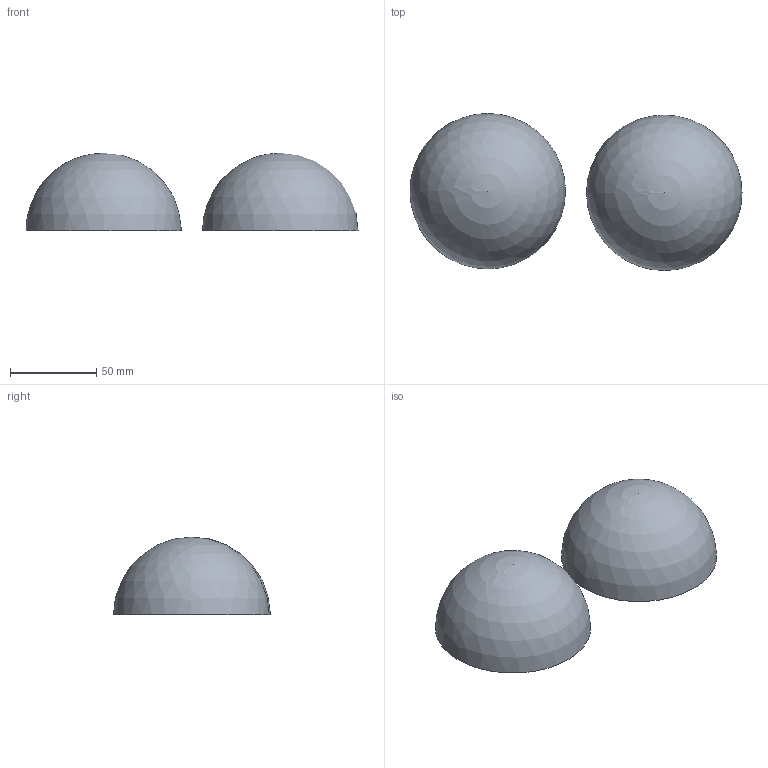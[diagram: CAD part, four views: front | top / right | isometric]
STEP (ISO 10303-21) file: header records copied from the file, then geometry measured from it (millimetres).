
FILE_DESCRIPTION(/* description */ (''),/* implementation_level */ '2;1');
FILE_NAME(/* name */ 'sphere v1.step',/* time_stamp */ '2018-03-14T16:15:12+02:00',/* author */ ('Megumi.Iwata'),/* organization */ (''),/* preprocessor_version */ 'ST-DEVELOPER v16.13',/* originating_system */ 'Autodesk Translation Framework v6.5.0.72',/* authorisation */ '');
FILE_SCHEMA (('AUTOMOTIVE_DESIGN { 1 0 10303 214 3 1 1 }'));
Length unit declared in the file: millimetre
Products named in the file (3): sphere; Component1; Component2
Assembly tree (2 placements, depth 2):
  sphere
    Component1
    Component2
Bounding box: 192.16 x 90.95 x 45 mm (x, y, z)
Volume: 381703.5 mm3; surface area: 38170.4 mm2
Topology: 2 solids, 2 shells, 4 faces, 8 edges, 6 vertices
Faces by surface type: sphere 2, plane 2
Entity records: 189 total; most frequent: DIRECTION 30, CARTESIAN_POINT 21, AXIS2_PLACEMENT_3D 15, ORIENTED_EDGE 12, CIRCLE 6, VERTEX_POINT 6, EDGE_CURVE 6, PRODUCT_DEFINITION_SHAPE 5
